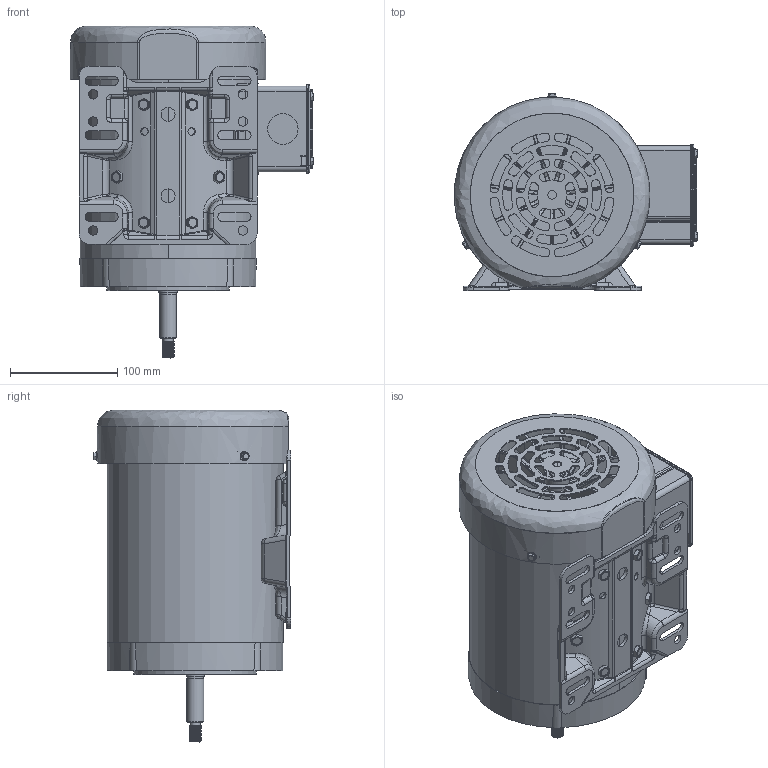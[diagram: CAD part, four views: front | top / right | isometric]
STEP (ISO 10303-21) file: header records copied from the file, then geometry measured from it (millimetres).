
FILE_DESCRIPTION (( 'STEP AP203' ), '1' );
FILE_NAME ('NSPJ56 蚾饜芞.STEP', '2022-04-30T07:10:31', ( '' ), ( '' ), 'SwSTEP 2.0', 'SolidWorks 2016', '' );
FILE_SCHEMA (( 'CONFIG_CONTROL_DESIGN' ));
Products named in the file (1): NSPJ56 蚾饜芞
Bounding box: 226.89 x 183.73 x 309.5 mm (x, y, z)
Volume: 863265 mm3; surface area: 687415.5 mm2
Topology: 39 solids, 39 shells, 3464 faces, 8614 edges, 5067 vertices
Faces by surface type: bspline 1334, cylinder 961, plane 921, cone 248
Full cylindrical faces by diameter (mm): 2 x2, 3.4 x2, 3.454 x7, 3.797 x4, 4.039 x1, 4.166 x8, 4.5 x4, 4.826 x6, 5 x4, 5.3 x6, 5.5 x6, 5.556 x8, 6 x6, 6.934 x6, 7 x8, 7.937 x2, 7.938 x2, 8 x1, 8.333 x6, 8.731 x6, 8.839 x8, 9.5 x1, 10.516 x6, 13 x2, 15 x1, 15.5 x1, 15.8 x1, 16 x1, 16.2 x2, 17 x3
Entity records: 154842 total; most frequent: CARTESIAN_POINT 84397, ORIENTED_EDGE 16270, DIRECTION 12093, EDGE_CURVE 8135, VERTEX_POINT 5019, AXIS2_PLACEMENT_3D 4773, EDGE_LOOP 3936, FACE_OUTER_BOUND 3616
